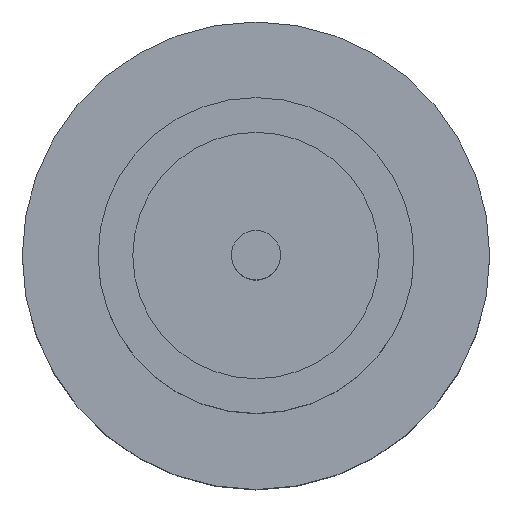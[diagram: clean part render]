
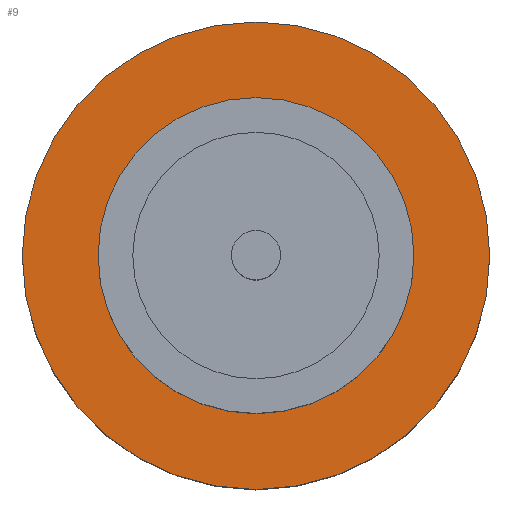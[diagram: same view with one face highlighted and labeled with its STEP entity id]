
A CAD part, top view. The second image highlights one B-rep face of the part: STEP entity #9.
In plain terms, the highlighted planar face has unit normal (0, 0, 1).
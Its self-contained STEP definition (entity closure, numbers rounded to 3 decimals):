
#5 = VERTEX_POINT ( 'NONE', #518 ) ;
#9 = ADVANCED_FACE ( 'NONE', ( #538, #786 ), #47, .T. ) ;
#39 = AXIS2_PLACEMENT_3D ( 'NONE', #60, #326, #457 ) ;
#40 = CARTESIAN_POINT ( 'NONE',  ( 1.85, 0., 1.55 ) ) ;
#47 = PLANE ( 'NONE',  #92 ) ;
#49 = EDGE_CURVE ( 'NONE', #438, #5, #254, .T. ) ;
#51 = CARTESIAN_POINT ( 'NONE',  ( 0., 0., 1.55 ) ) ;
#59 = DIRECTION ( 'NONE',  ( 1., 0., 0. ) ) ;
#60 = CARTESIAN_POINT ( 'NONE',  ( 0., 0., 1.55 ) ) ;
#92 = AXIS2_PLACEMENT_3D ( 'NONE', #241, #396, #842 ) ;
#143 = CIRCLE ( 'NONE', #519, 1.25 ) ;
#174 = CARTESIAN_POINT ( 'NONE',  ( -1.25, 0., 1.55 ) ) ;
#179 = EDGE_LOOP ( 'NONE', ( #621, #585 ) ) ;
#225 = CIRCLE ( 'NONE', #493, 1.25 ) ;
#241 = CARTESIAN_POINT ( 'NONE',  ( 0., 0., 1.55 ) ) ;
#252 = CARTESIAN_POINT ( 'NONE',  ( 0., 0., 1.55 ) ) ;
#254 = CIRCLE ( 'NONE', #39, 1.85 ) ;
#326 = DIRECTION ( 'NONE',  ( 0., 0., 1. ) ) ;
#371 = DIRECTION ( 'NONE',  ( 0., 0., 1. ) ) ;
#396 = DIRECTION ( 'NONE',  ( 0., 0., 1. ) ) ;
#397 = EDGE_CURVE ( 'NONE', #512, #573, #225, .T. ) ;
#438 = VERTEX_POINT ( 'NONE', #40 ) ;
#457 = DIRECTION ( 'NONE',  ( 1., 0., 0. ) ) ;
#493 = AXIS2_PLACEMENT_3D ( 'NONE', #502, #371, #761 ) ;
#502 = CARTESIAN_POINT ( 'NONE',  ( 0., 0., 1.55 ) ) ;
#512 = VERTEX_POINT ( 'NONE', #174 ) ;
#518 = CARTESIAN_POINT ( 'NONE',  ( -1.85, 0., 1.55 ) ) ;
#519 = AXIS2_PLACEMENT_3D ( 'NONE', #51, #595, #725 ) ;
#524 = DIRECTION ( 'NONE',  ( 0., 0., 1. ) ) ;
#537 = AXIS2_PLACEMENT_3D ( 'NONE', #252, #524, #59 ) ;
#538 = FACE_BOUND ( 'NONE', #681, .T. ) ;
#544 = EDGE_CURVE ( 'NONE', #5, #438, #755, .T. ) ;
#573 = VERTEX_POINT ( 'NONE', #780 ) ;
#575 = EDGE_CURVE ( 'NONE', #573, #512, #143, .T. ) ;
#585 = ORIENTED_EDGE ( 'NONE', *, *, #49, .T. ) ;
#595 = DIRECTION ( 'NONE',  ( 0., 0., 1. ) ) ;
#621 = ORIENTED_EDGE ( 'NONE', *, *, #544, .T. ) ;
#681 = EDGE_LOOP ( 'NONE', ( #776, #836 ) ) ;
#725 = DIRECTION ( 'NONE',  ( 1., 0., 0. ) ) ;
#755 = CIRCLE ( 'NONE', #537, 1.85 ) ;
#761 = DIRECTION ( 'NONE',  ( 1., 0., 0. ) ) ;
#776 = ORIENTED_EDGE ( 'NONE', *, *, #575, .F. ) ;
#780 = CARTESIAN_POINT ( 'NONE',  ( 1.25, 0., 1.55 ) ) ;
#786 = FACE_OUTER_BOUND ( 'NONE', #179, .T. ) ;
#836 = ORIENTED_EDGE ( 'NONE', *, *, #397, .F. ) ;
#842 = DIRECTION ( 'NONE',  ( 1., 0., 0. ) ) ;
